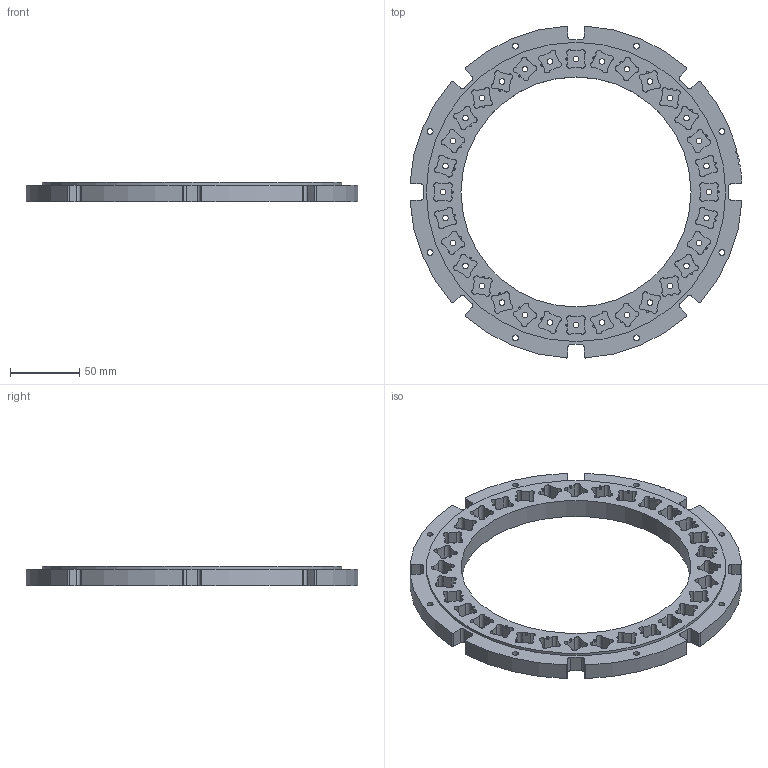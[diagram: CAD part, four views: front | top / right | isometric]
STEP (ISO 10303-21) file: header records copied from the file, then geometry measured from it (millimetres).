
FILE_DESCRIPTION(/* description */ ('STEP AP214'),/* implementation_level */ '2;1');
FILE_NAME(/* name */ 'Ring_2.stp',/* time_stamp */ '2024-10-29T21:38:55-03:00',/* author */ ('Carla Fernandez'),/* organization */ (''),/* preprocessor_version */ 'ST-DEVELOPER v20',/* originating_system */ 'Autodesk Inventor 2024',/* authorisation */ '');
FILE_SCHEMA (('AUTOMOTIVE_DESIGN { 1 0 10303 214 3 1 1 }'));
Length unit declared in the file: millimetre
Products named in the file (1): Ring_2
Bounding box: 239.58 x 239.58 x 14 mm (x, y, z)
Volume: 239706.1 mm3; surface area: 85622.4 mm2
Topology: 1 solids, 1 shells, 467 faces, 1296 edges, 864 vertices
Faces by surface type: cylinder 248, plane 219
Full cylindrical faces by diameter (mm): 4 x32, 4.3 x8, 166 x1, 216 x1
Entity records: 15313 total; most frequent: DIRECTION 2728, CARTESIAN_POINT 2628, ORIENTED_EDGE 2592, EDGE_CURVE 1296, AXIS2_PLACEMENT_3D 964, VERTEX_POINT 864, LINE 800, VECTOR 800
